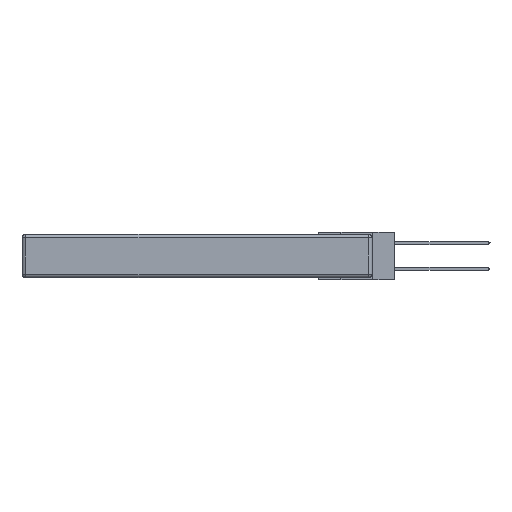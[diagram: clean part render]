
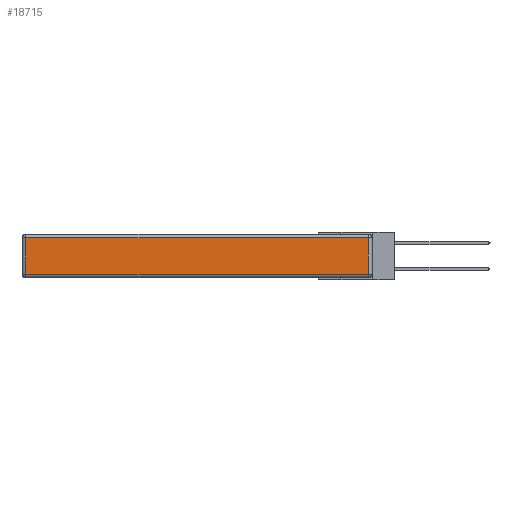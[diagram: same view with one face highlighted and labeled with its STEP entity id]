
A CAD part, left-side view. The second image highlights one B-rep face of the part: STEP entity #18715.
In plain terms, the highlighted planar face has unit normal (-1, 0, 0).
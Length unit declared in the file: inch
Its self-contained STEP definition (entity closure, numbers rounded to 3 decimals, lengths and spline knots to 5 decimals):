
#43 = PLANE ( 'NONE',  #10229 ) ;
#1586 = DIRECTION ( 'NONE',  ( -1., 0., 0. ) ) ;
#1847 = EDGE_LOOP ( 'NONE', ( #18283, #10808, #17331, #5620 ) ) ;
#1937 = VECTOR ( 'NONE', #10345, 39.37008 ) ;
#2910 = LINE ( 'NONE', #8784, #1937 ) ;
#3155 = DIRECTION ( 'NONE',  ( 0., 0., 1. ) ) ;
#3371 = VERTEX_POINT ( 'NONE', #14439 ) ;
#3482 = EDGE_CURVE ( 'NONE', #15041, #15183, #15568, .T. ) ;
#3658 = CARTESIAN_POINT ( 'NONE',  ( 0., 2.72, -0.313 ) ) ;
#4453 = DIRECTION ( 'NONE',  ( 0., 0., 1. ) ) ;
#5620 = ORIENTED_EDGE ( 'NONE', *, *, #5857, .T. ) ;
#5857 = EDGE_CURVE ( 'NONE', #15183, #6967, #15729, .T. ) ;
#6967 = VERTEX_POINT ( 'NONE', #3658 ) ;
#7622 = VECTOR ( 'NONE', #7991, 39.37008 ) ;
#7959 = CARTESIAN_POINT ( 'NONE',  ( 0., 0.03, -0.03 ) ) ;
#7991 = DIRECTION ( 'NONE',  ( 0., 1., 0. ) ) ;
#8140 = EDGE_CURVE ( 'NONE', #6967, #3371, #2910, .T. ) ;
#8784 = CARTESIAN_POINT ( 'NONE',  ( 0., 0., -0.313 ) ) ;
#8995 = CARTESIAN_POINT ( 'NONE',  ( 0., 0.03, -0.343 ) ) ;
#9488 = VECTOR ( 'NONE', #4453, 39.37008 ) ;
#10229 = AXIS2_PLACEMENT_3D ( 'NONE', #10779, #1586, #3155 ) ;
#10345 = DIRECTION ( 'NONE',  ( 0., -1., 0. ) ) ;
#10779 = CARTESIAN_POINT ( 'NONE',  ( 0., 0., -0.343 ) ) ;
#10808 = ORIENTED_EDGE ( 'NONE', *, *, #11017, .T. ) ;
#11017 = EDGE_CURVE ( 'NONE', #3371, #15041, #15297, .T. ) ;
#12089 = VECTOR ( 'NONE', #13816, 39.37008 ) ;
#13816 = DIRECTION ( 'NONE',  ( 0., 0., -1. ) ) ;
#14439 = CARTESIAN_POINT ( 'NONE',  ( 0., 0.03, -0.313 ) ) ;
#14549 = CARTESIAN_POINT ( 'NONE',  ( 0., 2.72, -0.03 ) ) ;
#15041 = VERTEX_POINT ( 'NONE', #7959 ) ;
#15183 = VERTEX_POINT ( 'NONE', #14549 ) ;
#15297 = LINE ( 'NONE', #8995, #9488 ) ;
#15506 = CARTESIAN_POINT ( 'NONE',  ( 0., 2.75, -0.03 ) ) ;
#15568 = LINE ( 'NONE', #15506, #7622 ) ;
#15729 = LINE ( 'NONE', #16876, #12089 ) ;
#16876 = CARTESIAN_POINT ( 'NONE',  ( 0., 2.72, -0.343 ) ) ;
#17331 = ORIENTED_EDGE ( 'NONE', *, *, #3482, .T. ) ;
#17855 = FACE_OUTER_BOUND ( 'NONE', #1847, .T. ) ;
#18283 = ORIENTED_EDGE ( 'NONE', *, *, #8140, .T. ) ;
#18715 = ADVANCED_FACE ( 'NONE', ( #17855 ), #43, .T. ) ;
